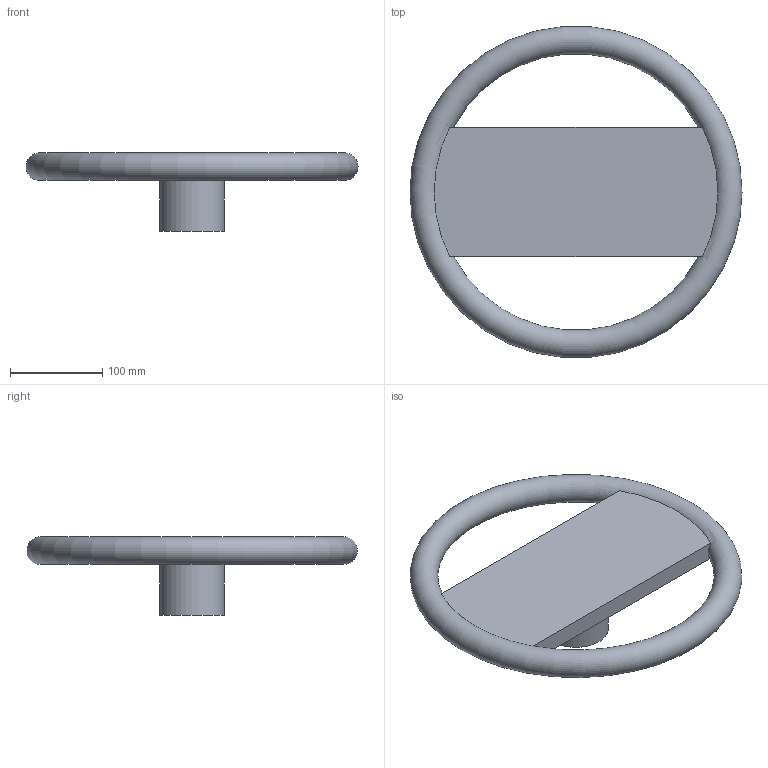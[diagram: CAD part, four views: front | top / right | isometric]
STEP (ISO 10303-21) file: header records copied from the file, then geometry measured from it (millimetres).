
FILE_DESCRIPTION(/* description */ (''),/* implementation_level */ '2;1');
FILE_NAME(/* name */ 'SteeringWheel.step',/* time_stamp */ '2025-05-27T21:06:46-04:00',/* author */ (''),/* organization */ (''),/* preprocessor_version */ 'ST-DEVELOPER v20.1',/* originating_system */ 'Autodesk Translation Framework v14.10.0.0',/* authorisation */ '');
FILE_SCHEMA (('AUTOMOTIVE_DESIGN { 1 0 10303 214 3 1 1 }'));
Length unit declared in the file: millimetre
Products named in the file (1): SteeringWheel
Bounding box: 360 x 358.75 x 85 mm (x, y, z)
Volume: 1779159.8 mm3; surface area: 198319.5 mm2
Topology: 1 solids, 1 shells, 7 faces, 24 edges, 16 vertices
Faces by surface type: plane 5, cylinder 1, torus 1
Full cylindrical faces by diameter (mm): 70 x1
Entity records: 373 total; most frequent: CARTESIAN_POINT 120, ORIENTED_EDGE 48, DIRECTION 43, EDGE_CURVE 24, AXIS2_PLACEMENT_3D 19, VERTEX_POINT 16, CIRCLE 11, EDGE_LOOP 8
